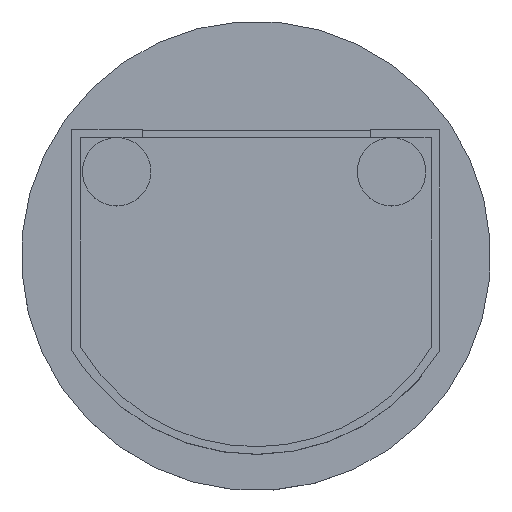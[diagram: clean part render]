
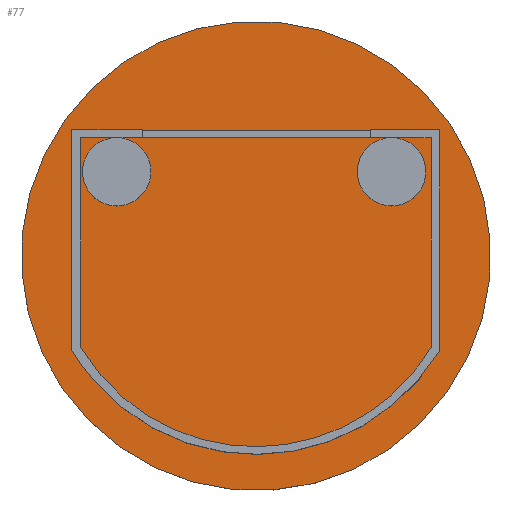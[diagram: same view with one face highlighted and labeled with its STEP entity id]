
A CAD part, top view. The second image highlights one B-rep face of the part: STEP entity #77.
In plain terms, the highlighted planar face has unit normal (0, 0, 1).
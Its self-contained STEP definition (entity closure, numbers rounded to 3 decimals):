
#19=TRIMMED_CURVE($,#31,(#694),(#695),.T.,.CARTESIAN.);
#21=TRIMMED_CURVE($,#33,(#704),(#705),.T.,.CARTESIAN.);
#31=CIRCLE('',#441,17.168);
#33=CIRCLE('',#443,17.168);
#77=ADVANCED_FACE('',(#102),#388,.T.);
#102=FACE_OUTER_BOUND('',#128,.T.);
#128=EDGE_LOOP('',(#231,#232));
#231=ORIENTED_EDGE('',*,*,#291,.F.);
#232=ORIENTED_EDGE('',*,*,#287,.F.);
#287=EDGE_CURVE('',#367,#369,#19,.T.);
#291=EDGE_CURVE('',#369,#367,#21,.T.);
#367=VERTEX_POINT('',#689);
#369=VERTEX_POINT('',#691);
#388=PLANE('',#438);
#438=AXIS2_PLACEMENT_3D('',#686,#484,$);
#441=AXIS2_PLACEMENT_3D($,#693,#487,#488);
#443=AXIS2_PLACEMENT_3D($,#703,#491,#492);
#484=DIRECTION('',(0.,0.,1.));
#487=DIRECTION('',(0.,0.,-1.));
#488=DIRECTION('',(0.699,-0.715,0.));
#491=DIRECTION('',(0.,0.,-1.));
#492=DIRECTION('',(-0.699,0.715,0.));
#686=CARTESIAN_POINT('',(-50.367,-14.292,41.302));
#689=CARTESIAN_POINT('',(-59.83,-5.112,41.302));
#691=CARTESIAN_POINT('',(-83.824,19.448,41.302));
#693=CARTESIAN_POINT('',(-71.827,7.168,41.302));
#694=CARTESIAN_POINT('',(-59.83,-5.112,41.302));
#695=CARTESIAN_POINT('',(-83.824,19.448,41.302));
#703=CARTESIAN_POINT('',(-71.827,7.168,41.302));
#704=CARTESIAN_POINT('',(-83.824,19.448,41.302));
#705=CARTESIAN_POINT('',(-59.83,-5.112,41.302));
